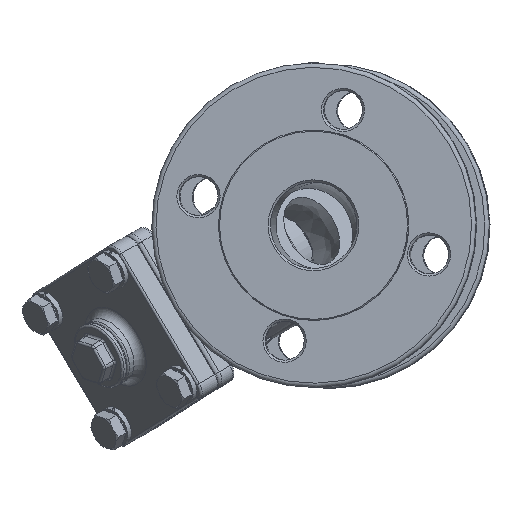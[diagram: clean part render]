
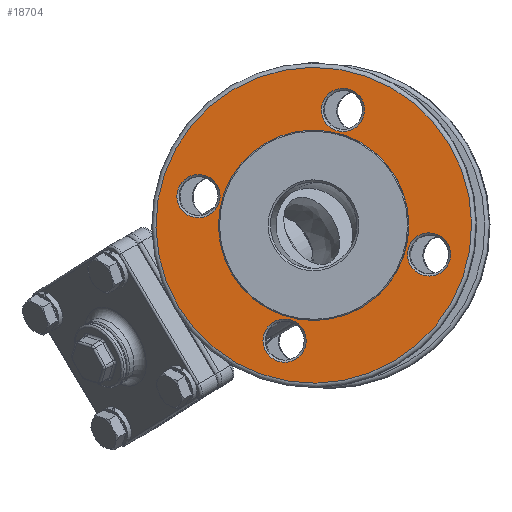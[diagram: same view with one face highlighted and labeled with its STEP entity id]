
A CAD part, isometric view. The second image highlights one B-rep face of the part: STEP entity #18704.
In plain terms, the highlighted planar face has unit normal (-0.6, -0.552, 0.579).
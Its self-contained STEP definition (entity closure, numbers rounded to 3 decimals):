
#2961=FACE_BOUND('',#5308,.T.);
#2962=FACE_BOUND('',#5309,.T.);
#2963=FACE_BOUND('',#5310,.T.);
#2964=FACE_BOUND('',#5311,.T.);
#2965=FACE_BOUND('',#5312,.T.);
#4148=FACE_OUTER_BOUND('',#5307,.T.);
#5307=EDGE_LOOP('',(#16006));
#5308=EDGE_LOOP('',(#16007));
#5309=EDGE_LOOP('',(#16008));
#5310=EDGE_LOOP('',(#16009));
#5311=EDGE_LOOP('',(#16010));
#5312=EDGE_LOOP('',(#16011));
#5935=CIRCLE('',#19845,10.);
#5936=CIRCLE('',#19847,73.);
#5937=CIRCLE('',#19848,10.);
#5938=CIRCLE('',#19849,10.);
#5939=CIRCLE('',#19850,44.);
#5940=CIRCLE('',#19851,10.);
#8462=VERTEX_POINT('',#41547);
#8463=VERTEX_POINT('',#41550);
#8464=VERTEX_POINT('',#41552);
#8465=VERTEX_POINT('',#41554);
#8466=VERTEX_POINT('',#41556);
#8467=VERTEX_POINT('',#41558);
#11013=EDGE_CURVE('',#8462,#8462,#5935,.T.);
#11014=EDGE_CURVE('',#8463,#8463,#5936,.T.);
#11015=EDGE_CURVE('',#8464,#8464,#5937,.T.);
#11016=EDGE_CURVE('',#8465,#8465,#5938,.T.);
#11017=EDGE_CURVE('',#8466,#8466,#5939,.T.);
#11018=EDGE_CURVE('',#8467,#8467,#5940,.T.);
#16006=ORIENTED_EDGE('',*,*,#11014,.F.);
#16007=ORIENTED_EDGE('',*,*,#11015,.F.);
#16008=ORIENTED_EDGE('',*,*,#11016,.F.);
#16009=ORIENTED_EDGE('',*,*,#11017,.T.);
#16010=ORIENTED_EDGE('',*,*,#11018,.F.);
#16011=ORIENTED_EDGE('',*,*,#11013,.F.);
#16691=PLANE('',#19846);
#18704=ADVANCED_FACE('',(#4148,#2961,#2962,#2963,#2964,#2965),#16691,.T.);
#19845=AXIS2_PLACEMENT_3D('',#41548,#23232,#23233);
#19846=AXIS2_PLACEMENT_3D('',#41549,#23234,#23235);
#19847=AXIS2_PLACEMENT_3D('',#41551,#23236,#23237);
#19848=AXIS2_PLACEMENT_3D('',#41553,#23238,#23239);
#19849=AXIS2_PLACEMENT_3D('',#41555,#23240,#23241);
#19850=AXIS2_PLACEMENT_3D('',#41557,#23242,#23243);
#19851=AXIS2_PLACEMENT_3D('',#41559,#23244,#23245);
#23232=DIRECTION('center_axis',(-0.6,-0.552,0.579));
#23233=DIRECTION('ref_axis',(0.,0.724,0.69));
#23234=DIRECTION('center_axis',(-0.6,-0.552,0.579));
#23235=DIRECTION('ref_axis',(0.,0.724,0.69));
#23236=DIRECTION('center_axis',(0.6,0.552,-0.579));
#23237=DIRECTION('ref_axis',(0.,0.724,0.69));
#23238=DIRECTION('center_axis',(-0.6,-0.552,0.579));
#23239=DIRECTION('ref_axis',(-0.8,0.414,-0.434));
#23240=DIRECTION('center_axis',(-0.6,-0.552,0.579));
#23241=DIRECTION('ref_axis',(0.8,-0.414,0.434));
#23242=DIRECTION('center_axis',(0.6,0.552,-0.579));
#23243=DIRECTION('ref_axis',(0.,0.724,0.69));
#23244=DIRECTION('center_axis',(-0.6,-0.552,0.579));
#23245=DIRECTION('ref_axis',(0.,-0.724,-0.69));
#41547=CARTESIAN_POINT('',(-83.12,-102.801,57.164));
#41548=CARTESIAN_POINT('Origin',(-83.12,-95.563,64.064));
#41549=CARTESIAN_POINT('Origin',(-114.233,-51.313,74.009));
#41550=CARTESIAN_POINT('',(-114.233,-104.151,23.639));
#41551=CARTESIAN_POINT('Origin',(-114.233,-51.313,74.009));
#41552=CARTESIAN_POINT('',(-75.12,-43.404,122.076));
#41553=CARTESIAN_POINT('Origin',(-83.12,-39.264,117.733));
#41554=CARTESIAN_POINT('',(-153.345,-59.222,25.941));
#41555=CARTESIAN_POINT('Origin',(-145.345,-63.362,30.284));
#41556=CARTESIAN_POINT('',(-114.233,-83.161,43.649));
#41557=CARTESIAN_POINT('Origin',(-114.233,-51.313,74.009));
#41558=CARTESIAN_POINT('',(-145.345,0.176,90.853));
#41559=CARTESIAN_POINT('Origin',(-145.345,-7.063,83.953));
